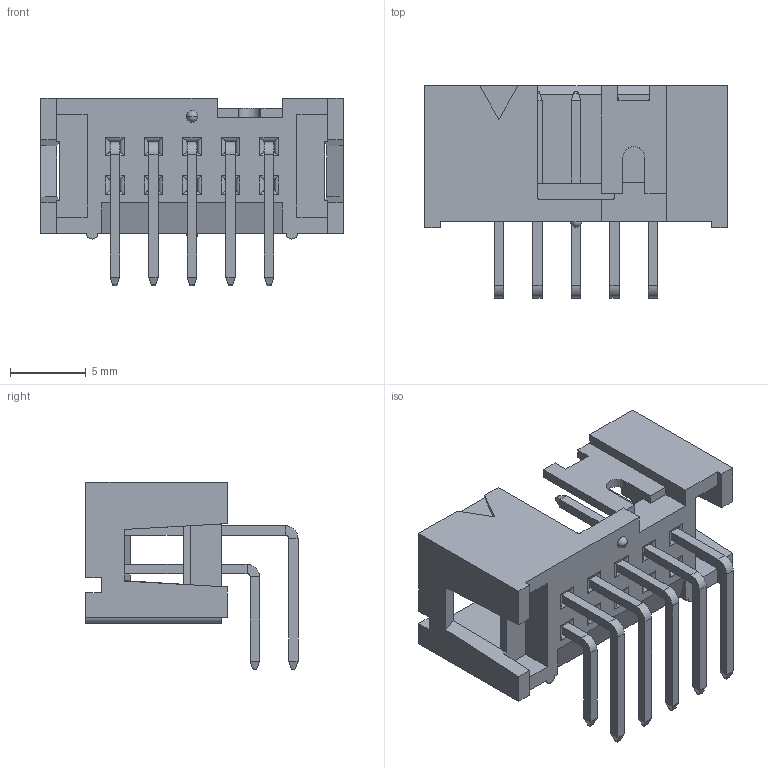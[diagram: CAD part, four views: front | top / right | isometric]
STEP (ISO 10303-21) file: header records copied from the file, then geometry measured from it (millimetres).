
FILE_DESCRIPTION((''),'2;1');
FILE_NAME('75867_Y01_SW0001_PRT','2007-07-28T',('nebupm'),('FCI - CDC Division'),'PRO/ENGINEER BY PARAMETRIC TECHNOLOGY CORPORATION, 2006140','PRO/ENGINEER BY PARAMETRIC TECHNOLOGY CORPORATION, 2006140','');
FILE_SCHEMA(('CONFIG_CONTROL_DESIGN'));
Length unit declared in the file: millimetre
Products named in the file (1): 75867_Y01_SW0001_PRT
Bounding box: 19.91 x 13.97 x 12.34 mm (x, y, z)
Volume: 735.7 mm3; surface area: 1579.7 mm2
Topology: 1 solids, 1 shells, 380 faces, 885 edges, 520 vertices
Faces by surface type: plane 292, cylinder 86, sphere 2
Entity records: 11466 total; most frequent: CARTESIAN_POINT 3007, ORIENTED_EDGE 1766, DIRECTION 1617, EDGE_CURVE 883, VECTOR 747, LINE 747, VERTEX_POINT 520, AXIS2_PLACEMENT_3D 435
